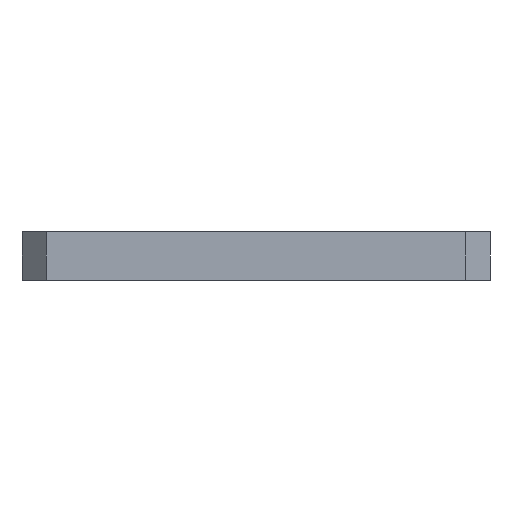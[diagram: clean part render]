
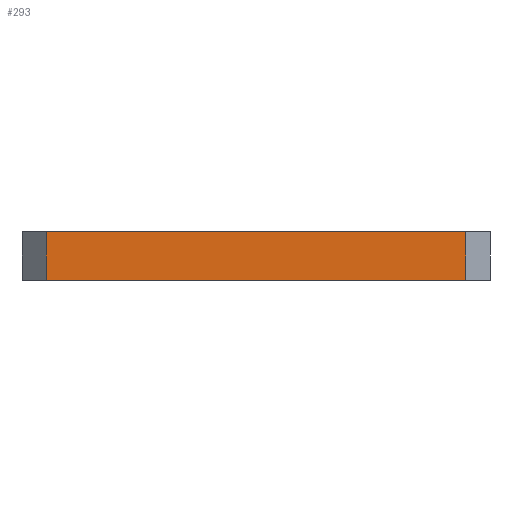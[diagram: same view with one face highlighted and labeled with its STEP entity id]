
A CAD part, left-side view. The second image highlights one B-rep face of the part: STEP entity #293.
In plain terms, the highlighted planar face has unit normal (-1, 0, 0).
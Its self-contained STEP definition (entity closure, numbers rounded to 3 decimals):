
#2 = EDGE_CURVE ( 'NONE', #637, #869, #383, .T. ) ;
#37 = DIRECTION ( 'NONE',  ( 1., 0., 0. ) ) ;
#70 = CARTESIAN_POINT ( 'NONE',  ( -35., -30., 0. ) ) ;
#89 = CARTESIAN_POINT ( 'NONE',  ( -35., 33.5, 7. ) ) ;
#105 = VECTOR ( 'NONE', #673, 1000. ) ;
#106 = PLANE ( 'NONE',  #352 ) ;
#141 = CARTESIAN_POINT ( 'NONE',  ( -35., 30., 7. ) ) ;
#167 = EDGE_CURVE ( 'NONE', #549, #637, #705, .T. ) ;
#177 = ORIENTED_EDGE ( 'NONE', *, *, #291, .T. ) ;
#218 = LINE ( 'NONE', #89, #105 ) ;
#231 = CARTESIAN_POINT ( 'NONE',  ( -35., -30., 7. ) ) ;
#291 = EDGE_CURVE ( 'NONE', #869, #789, #567, .T. ) ;
#293 = ADVANCED_FACE ( 'NONE', ( #429 ), #106, .F. ) ;
#301 = DIRECTION ( 'NONE',  ( 0., 1., 0. ) ) ;
#315 = EDGE_LOOP ( 'NONE', ( #837, #177, #505, #414 ) ) ;
#349 = CARTESIAN_POINT ( 'NONE',  ( -35., 30., 7. ) ) ;
#352 = AXIS2_PLACEMENT_3D ( 'NONE', #636, #37, #301 ) ;
#383 = LINE ( 'NONE', #651, #700 ) ;
#414 = ORIENTED_EDGE ( 'NONE', *, *, #167, .T. ) ;
#429 = FACE_OUTER_BOUND ( 'NONE', #315, .T. ) ;
#450 = DIRECTION ( 'NONE',  ( 0., -1., 0. ) ) ;
#455 = VECTOR ( 'NONE', #698, 1000. ) ;
#505 = ORIENTED_EDGE ( 'NONE', *, *, #862, .F. ) ;
#549 = VERTEX_POINT ( 'NONE', #141 ) ;
#567 = LINE ( 'NONE', #841, #590 ) ;
#590 = VECTOR ( 'NONE', #773, 1000. ) ;
#636 = CARTESIAN_POINT ( 'NONE',  ( -35., 33.5, 7. ) ) ;
#637 = VERTEX_POINT ( 'NONE', #811 ) ;
#651 = CARTESIAN_POINT ( 'NONE',  ( -35., 33.5, 0. ) ) ;
#673 = DIRECTION ( 'NONE',  ( 0., -1., 0. ) ) ;
#698 = DIRECTION ( 'NONE',  ( 0., 0., -1. ) ) ;
#700 = VECTOR ( 'NONE', #450, 1000. ) ;
#705 = LINE ( 'NONE', #349, #455 ) ;
#773 = DIRECTION ( 'NONE',  ( 0., 0., 1. ) ) ;
#789 = VERTEX_POINT ( 'NONE', #231 ) ;
#811 = CARTESIAN_POINT ( 'NONE',  ( -35., 30., 0. ) ) ;
#837 = ORIENTED_EDGE ( 'NONE', *, *, #2, .T. ) ;
#841 = CARTESIAN_POINT ( 'NONE',  ( -35., -30., 7. ) ) ;
#862 = EDGE_CURVE ( 'NONE', #549, #789, #218, .T. ) ;
#869 = VERTEX_POINT ( 'NONE', #70 ) ;
